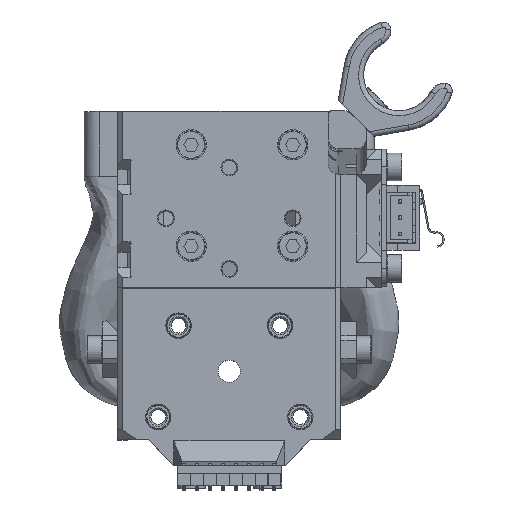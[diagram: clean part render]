
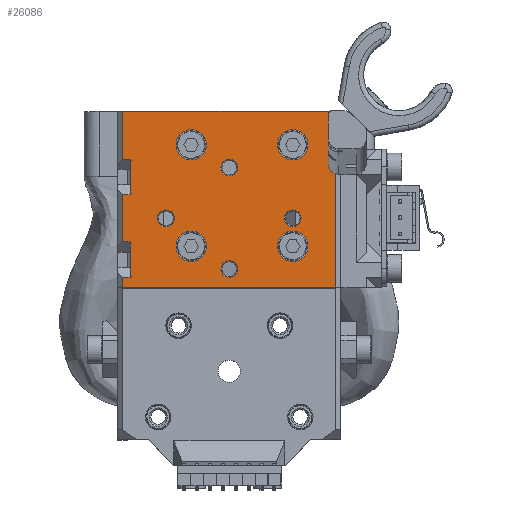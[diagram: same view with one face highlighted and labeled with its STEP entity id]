
A CAD part, top view. The second image highlights one B-rep face of the part: STEP entity #26086.
In plain terms, the highlighted face is planar.
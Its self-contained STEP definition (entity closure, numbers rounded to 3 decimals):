
#752=ELLIPSE('',#27650,2.016,2.);
#1152=FACE_BOUND('',#3027,.T.);
#1153=FACE_BOUND('',#3028,.T.);
#1154=FACE_BOUND('',#3029,.T.);
#1155=FACE_BOUND('',#3030,.T.);
#1156=FACE_BOUND('',#3031,.T.);
#1157=FACE_BOUND('',#3032,.T.);
#1158=FACE_BOUND('',#3033,.T.);
#1159=FACE_BOUND('',#3034,.T.);
#1576=FACE_OUTER_BOUND('',#3026,.T.);
#3026=EDGE_LOOP('',(#17878,#17879,#17880,#17881,#17882,#17883,#17884,#17885,
#17886,#17887,#17888,#17889,#17890,#17891,#17892));
#3027=EDGE_LOOP('',(#17893));
#3028=EDGE_LOOP('',(#17894));
#3029=EDGE_LOOP('',(#17895));
#3030=EDGE_LOOP('',(#17896));
#3031=EDGE_LOOP('',(#17897));
#3032=EDGE_LOOP('',(#17898));
#3033=EDGE_LOOP('',(#17899));
#3034=EDGE_LOOP('',(#17900));
#4507=CIRCLE('',#27640,0.8);
#4516=CIRCLE('',#27668,1.65);
#4517=CIRCLE('',#27669,1.65);
#4518=CIRCLE('',#27670,1.65);
#4519=CIRCLE('',#27671,1.65);
#4520=CIRCLE('',#27672,3.);
#4521=CIRCLE('',#27673,3.);
#4522=CIRCLE('',#27674,3.);
#4523=CIRCLE('',#27675,3.);
#5510=LINE('',#37337,#8242);
#5525=LINE('',#37369,#8257);
#5531=LINE('',#37473,#8263);
#5532=LINE('',#37475,#8264);
#5533=LINE('',#37477,#8265);
#5534=LINE('',#37479,#8266);
#5535=LINE('',#37481,#8267);
#5536=LINE('',#37483,#8268);
#5537=LINE('',#37485,#8269);
#5538=LINE('',#37487,#8270);
#5539=LINE('',#37489,#8271);
#5540=LINE('',#37491,#8272);
#5541=LINE('',#37492,#8273);
#8242=VECTOR('',#30376,10.);
#8257=VECTOR('',#30401,10.);
#8263=VECTOR('',#30449,1000.);
#8264=VECTOR('',#30450,1000.);
#8265=VECTOR('',#30451,1000.);
#8266=VECTOR('',#30452,1000.);
#8267=VECTOR('',#30453,1000.);
#8268=VECTOR('',#30454,1000.);
#8269=VECTOR('',#30455,1000.);
#8270=VECTOR('',#30456,1000.);
#8271=VECTOR('',#30457,1000.);
#8272=VECTOR('',#30458,1000.);
#8273=VECTOR('',#30459,10.);
#10847=VERTEX_POINT('',#37330);
#10848=VERTEX_POINT('',#37332);
#10849=VERTEX_POINT('',#37336);
#10861=VERTEX_POINT('',#37367);
#10864=VERTEX_POINT('',#37375);
#10872=VERTEX_POINT('',#37472);
#10873=VERTEX_POINT('',#37474);
#10874=VERTEX_POINT('',#37476);
#10875=VERTEX_POINT('',#37478);
#10876=VERTEX_POINT('',#37480);
#10877=VERTEX_POINT('',#37482);
#10878=VERTEX_POINT('',#37484);
#10879=VERTEX_POINT('',#37486);
#10880=VERTEX_POINT('',#37488);
#10881=VERTEX_POINT('',#37490);
#10882=VERTEX_POINT('',#37493);
#10883=VERTEX_POINT('',#37495);
#10884=VERTEX_POINT('',#37497);
#10885=VERTEX_POINT('',#37499);
#10886=VERTEX_POINT('',#37501);
#10887=VERTEX_POINT('',#37503);
#10888=VERTEX_POINT('',#37505);
#10889=VERTEX_POINT('',#37507);
#13528=EDGE_CURVE('',#10847,#10848,#4507,.F.);
#13530=EDGE_CURVE('',#10849,#10848,#5510,.T.);
#13547=EDGE_CURVE('',#10861,#10847,#5525,.T.);
#13550=EDGE_CURVE('',#10864,#10849,#752,.T.);
#13567=EDGE_CURVE('',#10872,#10861,#5531,.T.);
#13568=EDGE_CURVE('',#10873,#10872,#5532,.T.);
#13569=EDGE_CURVE('',#10874,#10873,#5533,.F.);
#13570=EDGE_CURVE('',#10875,#10874,#5534,.T.);
#13571=EDGE_CURVE('',#10876,#10875,#5535,.T.);
#13572=EDGE_CURVE('',#10877,#10876,#5536,.T.);
#13573=EDGE_CURVE('',#10877,#10878,#5537,.T.);
#13574=EDGE_CURVE('',#10879,#10878,#5538,.T.);
#13575=EDGE_CURVE('',#10880,#10879,#5539,.T.);
#13576=EDGE_CURVE('',#10881,#10880,#5540,.T.);
#13577=EDGE_CURVE('',#10881,#10864,#5541,.T.);
#13578=EDGE_CURVE('',#10882,#10882,#4516,.T.);
#13579=EDGE_CURVE('',#10883,#10883,#4517,.T.);
#13580=EDGE_CURVE('',#10884,#10884,#4518,.T.);
#13581=EDGE_CURVE('',#10885,#10885,#4519,.T.);
#13582=EDGE_CURVE('',#10886,#10886,#4520,.T.);
#13583=EDGE_CURVE('',#10887,#10887,#4521,.T.);
#13584=EDGE_CURVE('',#10888,#10888,#4522,.T.);
#13585=EDGE_CURVE('',#10889,#10889,#4523,.T.);
#17878=ORIENTED_EDGE('',*,*,#13550,.T.);
#17879=ORIENTED_EDGE('',*,*,#13530,.T.);
#17880=ORIENTED_EDGE('',*,*,#13528,.F.);
#17881=ORIENTED_EDGE('',*,*,#13547,.F.);
#17882=ORIENTED_EDGE('',*,*,#13567,.F.);
#17883=ORIENTED_EDGE('',*,*,#13568,.F.);
#17884=ORIENTED_EDGE('',*,*,#13569,.F.);
#17885=ORIENTED_EDGE('',*,*,#13570,.F.);
#17886=ORIENTED_EDGE('',*,*,#13571,.F.);
#17887=ORIENTED_EDGE('',*,*,#13572,.F.);
#17888=ORIENTED_EDGE('',*,*,#13573,.T.);
#17889=ORIENTED_EDGE('',*,*,#13574,.F.);
#17890=ORIENTED_EDGE('',*,*,#13575,.F.);
#17891=ORIENTED_EDGE('',*,*,#13576,.F.);
#17892=ORIENTED_EDGE('',*,*,#13577,.T.);
#17893=ORIENTED_EDGE('',*,*,#13578,.F.);
#17894=ORIENTED_EDGE('',*,*,#13579,.F.);
#17895=ORIENTED_EDGE('',*,*,#13580,.F.);
#17896=ORIENTED_EDGE('',*,*,#13581,.F.);
#17897=ORIENTED_EDGE('',*,*,#13582,.T.);
#17898=ORIENTED_EDGE('',*,*,#13583,.T.);
#17899=ORIENTED_EDGE('',*,*,#13584,.T.);
#17900=ORIENTED_EDGE('',*,*,#13585,.T.);
#24711=PLANE('',#27667);
#26086=ADVANCED_FACE('',(#1576,#1152,#1153,#1154,#1155,#1156,#1157,#1158,
#1159),#24711,.F.);
#27640=AXIS2_PLACEMENT_3D('',#37333,#30371,#30372);
#27650=AXIS2_PLACEMENT_3D('',#37376,#30408,#30409);
#27667=AXIS2_PLACEMENT_3D('',#37471,#30447,#30448);
#27668=AXIS2_PLACEMENT_3D('',#37494,#30460,#30461);
#27669=AXIS2_PLACEMENT_3D('',#37496,#30462,#30463);
#27670=AXIS2_PLACEMENT_3D('',#37498,#30464,#30465);
#27671=AXIS2_PLACEMENT_3D('',#37500,#30466,#30467);
#27672=AXIS2_PLACEMENT_3D('',#37502,#30468,#30469);
#27673=AXIS2_PLACEMENT_3D('',#37504,#30470,#30471);
#27674=AXIS2_PLACEMENT_3D('',#37506,#30472,#30473);
#27675=AXIS2_PLACEMENT_3D('',#37508,#30474,#30475);
#30371=DIRECTION('center_axis',(0.,0.,1.));
#30372=DIRECTION('ref_axis',(0.707,0.707,0.));
#30376=DIRECTION('',(0.,1.,0.));
#30401=DIRECTION('',(-1.,0.,0.));
#30408=DIRECTION('center_axis',(0.,0.,1.));
#30409=DIRECTION('ref_axis',(0.,-1.,0.));
#30447=DIRECTION('center_axis',(0.,0.,1.));
#30448=DIRECTION('ref_axis',(1.,0.,0.));
#30449=DIRECTION('',(0.,1.,0.));
#30450=DIRECTION('',(1.,0.,0.));
#30451=DIRECTION('',(0.,-1.,0.));
#30452=DIRECTION('',(-1.,0.,0.));
#30453=DIRECTION('',(0.,1.,0.));
#30454=DIRECTION('',(1.,0.,0.));
#30455=DIRECTION('',(0.,-1.,0.));
#30456=DIRECTION('',(-1.,0.,0.));
#30457=DIRECTION('',(0.,1.,0.));
#30458=DIRECTION('',(1.,0.,0.));
#30459=DIRECTION('',(0.,1.,0.));
#30460=DIRECTION('center_axis',(0.,0.,-1.));
#30461=DIRECTION('ref_axis',(-1.,0.,0.));
#30462=DIRECTION('center_axis',(0.,0.,-1.));
#30463=DIRECTION('ref_axis',(-1.,0.,0.));
#30464=DIRECTION('center_axis',(0.,0.,-1.));
#30465=DIRECTION('ref_axis',(-1.,0.,0.));
#30466=DIRECTION('center_axis',(0.,0.,-1.));
#30467=DIRECTION('ref_axis',(-1.,0.,0.));
#30468=DIRECTION('center_axis',(0.,0.,1.));
#30469=DIRECTION('ref_axis',(1.,0.,0.));
#30470=DIRECTION('center_axis',(0.,0.,1.));
#30471=DIRECTION('ref_axis',(1.,0.,0.));
#30472=DIRECTION('center_axis',(0.,0.,1.));
#30473=DIRECTION('ref_axis',(1.,0.,0.));
#30474=DIRECTION('center_axis',(0.,0.,1.));
#30475=DIRECTION('ref_axis',(1.,0.,0.));
#37330=CARTESIAN_POINT('',(-20.3,21.15,-33.));
#37332=CARTESIAN_POINT('',(-19.5,20.35,-33.));
#37333=CARTESIAN_POINT('Origin',(-20.3,20.35,-33.));
#37336=CARTESIAN_POINT('',(-19.5,10.791,-33.));
#37337=CARTESIAN_POINT('',(-19.5,0.625,-33.));
#37367=CARTESIAN_POINT('',(21.,21.15,-33.));
#37369=CARTESIAN_POINT('',(21.,21.15,-33.));
#37375=CARTESIAN_POINT('',(-21.,8.839,-33.));
#37376=CARTESIAN_POINT('Origin',(-21.5,10.791,-33.));
#37471=CARTESIAN_POINT('Origin',(11.,-13.65,-33.));
#37472=CARTESIAN_POINT('',(21.,11.65,-33.));
#37473=CARTESIAN_POINT('',(21.,-13.65,-33.));
#37474=CARTESIAN_POINT('',(19.551,11.65,-33.));
#37475=CARTESIAN_POINT('',(11.,11.65,-33.));
#37476=CARTESIAN_POINT('',(19.551,4.65,-33.));
#37477=CARTESIAN_POINT('',(19.551,-6.825,-33.));
#37478=CARTESIAN_POINT('',(21.,4.65,-33.));
#37479=CARTESIAN_POINT('',(19.551,4.65,-33.));
#37480=CARTESIAN_POINT('',(21.,-4.65,-33.));
#37481=CARTESIAN_POINT('',(21.,-13.65,-33.));
#37482=CARTESIAN_POINT('',(19.551,-4.65,-33.));
#37483=CARTESIAN_POINT('',(11.,-4.65,-33.));
#37484=CARTESIAN_POINT('',(19.551,-11.65,-33.));
#37485=CARTESIAN_POINT('',(19.551,-6.825,-33.));
#37486=CARTESIAN_POINT('',(21.,-11.65,-33.));
#37487=CARTESIAN_POINT('',(19.551,-11.65,-33.));
#37488=CARTESIAN_POINT('',(21.,-13.65,-33.));
#37489=CARTESIAN_POINT('',(21.,-13.65,-33.));
#37490=CARTESIAN_POINT('',(-21.,-13.65,-33.));
#37491=CARTESIAN_POINT('',(11.,-13.65,-33.));
#37492=CARTESIAN_POINT('',(-21.,13.65,-33.));
#37493=CARTESIAN_POINT('',(-10.85,0.,-33.));
#37494=CARTESIAN_POINT('Origin',(-12.5,0.,-33.));
#37495=CARTESIAN_POINT('',(1.65,-10.,-33.));
#37496=CARTESIAN_POINT('Origin',(0.,-10.,-33.));
#37497=CARTESIAN_POINT('',(1.65,10.,-33.));
#37498=CARTESIAN_POINT('Origin',(0.,10.,-33.));
#37499=CARTESIAN_POINT('',(14.15,0.,-33.));
#37500=CARTESIAN_POINT('Origin',(12.5,0.,-33.));
#37501=CARTESIAN_POINT('',(4.5,-5.5,-33.));
#37502=CARTESIAN_POINT('Origin',(7.5,-5.5,-33.));
#37503=CARTESIAN_POINT('',(4.5,14.5,-33.));
#37504=CARTESIAN_POINT('Origin',(7.5,14.5,-33.));
#37505=CARTESIAN_POINT('',(-15.5,-5.5,-33.));
#37506=CARTESIAN_POINT('Origin',(-12.5,-5.5,-33.));
#37507=CARTESIAN_POINT('',(-15.5,14.5,-33.));
#37508=CARTESIAN_POINT('Origin',(-12.5,14.5,-33.));
